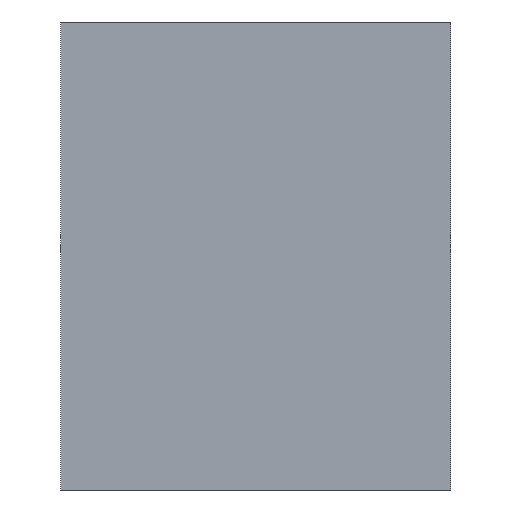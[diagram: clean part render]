
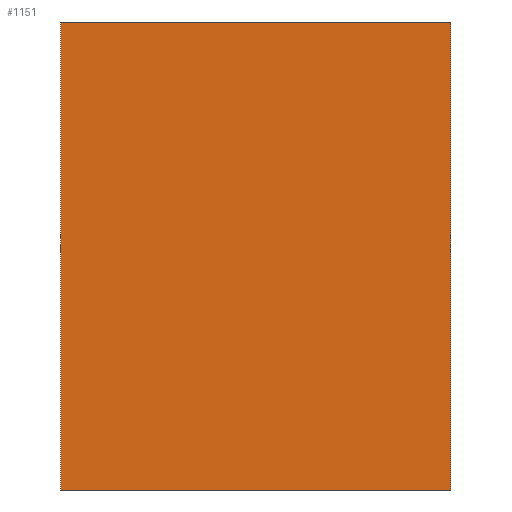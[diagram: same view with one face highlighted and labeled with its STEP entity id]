
A CAD part, left-side view. The second image highlights one B-rep face of the part: STEP entity #1151.
In plain terms, the highlighted planar face has unit normal (-1, 0, 0).
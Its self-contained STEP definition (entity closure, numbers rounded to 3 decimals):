
#61 = FACE_OUTER_BOUND ( 'NONE', #245, .T. ) ;
#74 = VECTOR ( 'NONE', #1489, 1000. ) ;
#194 = VERTEX_POINT ( 'NONE', #1412 ) ;
#219 = VECTOR ( 'NONE', #959, 1000. ) ;
#245 = EDGE_LOOP ( 'NONE', ( #268, #767, #1684, #466 ) ) ;
#268 = ORIENTED_EDGE ( 'NONE', *, *, #1496, .F. ) ;
#358 = VECTOR ( 'NONE', #1556, 1000. ) ;
#370 = EDGE_CURVE ( 'NONE', #1422, #374, #1090, .T. ) ;
#374 = VERTEX_POINT ( 'NONE', #1702 ) ;
#440 = EDGE_CURVE ( 'NONE', #1422, #1324, #1369, .T. ) ;
#460 = CARTESIAN_POINT ( 'NONE',  ( -25., -15., 18. ) ) ;
#466 = ORIENTED_EDGE ( 'NONE', *, *, #1929, .T. ) ;
#479 = CARTESIAN_POINT ( 'NONE',  ( -25., -15., -18. ) ) ;
#599 = CARTESIAN_POINT ( 'NONE',  ( -25., -15., 18. ) ) ;
#705 = DIRECTION ( 'NONE',  ( -1., 0., 0. ) ) ;
#767 = ORIENTED_EDGE ( 'NONE', *, *, #370, .F. ) ;
#877 = AXIS2_PLACEMENT_3D ( 'NONE', #1731, #705, #1426 ) ;
#949 = CARTESIAN_POINT ( 'NONE',  ( -25., 15., -18. ) ) ;
#959 = DIRECTION ( 'NONE',  ( 0., 0., 1. ) ) ;
#966 = CARTESIAN_POINT ( 'NONE',  ( -25., -15., -18. ) ) ;
#979 = PLANE ( 'NONE',  #877 ) ;
#1090 = LINE ( 'NONE', #479, #1283 ) ;
#1151 = ADVANCED_FACE ( 'NONE', ( #61 ), #979, .T. ) ;
#1215 = DIRECTION ( 'NONE',  ( 0., 1., 0. ) ) ;
#1226 = LINE ( 'NONE', #949, #219 ) ;
#1283 = VECTOR ( 'NONE', #1215, 1000. ) ;
#1324 = VERTEX_POINT ( 'NONE', #599 ) ;
#1369 = LINE ( 'NONE', #966, #358 ) ;
#1412 = CARTESIAN_POINT ( 'NONE',  ( -25., 15., 18. ) ) ;
#1422 = VERTEX_POINT ( 'NONE', #1615 ) ;
#1426 = DIRECTION ( 'NONE',  ( 0., 0., 1. ) ) ;
#1489 = DIRECTION ( 'NONE',  ( 0., 1., 0. ) ) ;
#1496 = EDGE_CURVE ( 'NONE', #374, #194, #1226, .T. ) ;
#1556 = DIRECTION ( 'NONE',  ( 0., 0., 1. ) ) ;
#1615 = CARTESIAN_POINT ( 'NONE',  ( -25., -15., -18. ) ) ;
#1670 = LINE ( 'NONE', #460, #74 ) ;
#1684 = ORIENTED_EDGE ( 'NONE', *, *, #440, .T. ) ;
#1702 = CARTESIAN_POINT ( 'NONE',  ( -25., 15., -18. ) ) ;
#1731 = CARTESIAN_POINT ( 'NONE',  ( -25., -15., -18. ) ) ;
#1929 = EDGE_CURVE ( 'NONE', #1324, #194, #1670, .T. ) ;
